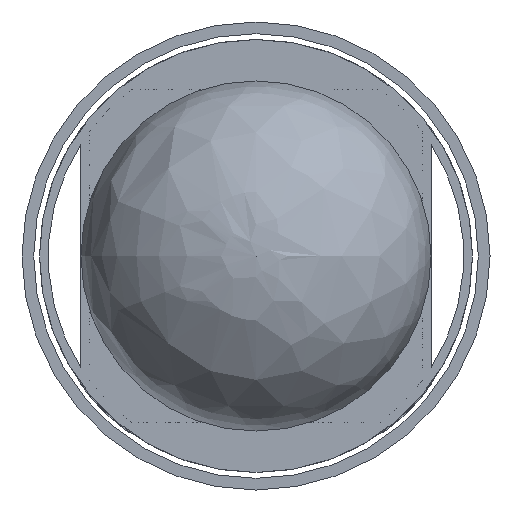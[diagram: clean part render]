
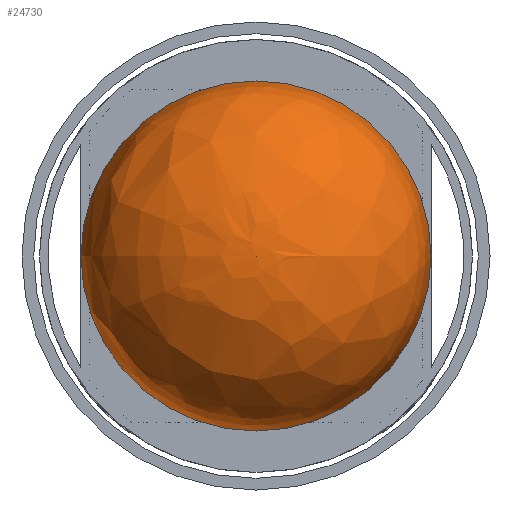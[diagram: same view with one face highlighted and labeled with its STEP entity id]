
A CAD part, front view. The second image highlights one B-rep face of the part: STEP entity #24730.
In plain terms, the highlighted free-form (B-spline) face has degree [2, 2] with [3, 9] control points.
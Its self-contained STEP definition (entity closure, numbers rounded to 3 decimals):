
#7870=FACE_OUTER_BOUND('',#9207,.T.);
#9207=EDGE_LOOP('',(#17521,#17522,#17523,#17524));
#10706=CIRCLE('',#26111,30.);
#10707=CIRCLE('',#26112,30.);
#11231=ELLIPSE('',#26110,30.,25.);
#11410=VERTEX_POINT('',#35311);
#11411=VERTEX_POINT('',#35312);
#11412=VERTEX_POINT('',#35314);
#13845=EDGE_CURVE('',#11410,#11411,#11231,.T.);
#13846=EDGE_CURVE('',#11412,#11411,#10706,.T.);
#13847=EDGE_CURVE('',#11411,#11412,#10707,.T.);
#17521=ORIENTED_EDGE('',*,*,#13845,.F.);
#17522=ORIENTED_EDGE('',*,*,#13845,.T.);
#17523=ORIENTED_EDGE('',*,*,#13846,.F.);
#17524=ORIENTED_EDGE('',*,*,#13847,.F.);
#24729=(
BOUNDED_SURFACE()
B_SPLINE_SURFACE(2,2,((#35284,#35285,#35286,#35287,#35288,#35289,#35290,
#35291,#35292),(#35293,#35294,#35295,#35296,#35297,#35298,#35299,#35300,
#35301),(#35302,#35303,#35304,#35305,#35306,#35307,#35308,#35309,#35310)),
 .UNSPECIFIED.,.F.,.T.,.F.)
B_SPLINE_SURFACE_WITH_KNOTS((3,3),(3,2,2,2,3),(-3.142,-1.571),
(0.,1.571,3.142,4.712,6.283),
 .UNSPECIFIED.)
GEOMETRIC_REPRESENTATION_ITEM()
RATIONAL_B_SPLINE_SURFACE(((1.,0.707,1.,0.707,1.,
0.707,1.,0.707,1.),(0.707,0.5,0.707,
0.5,0.707,0.5,0.707,0.5,0.707),(1.,
0.707,1.,0.707,1.,0.707,1.,0.707,
1.)))
REPRESENTATION_ITEM('')
SURFACE()
);
#24730=ADVANCED_FACE('',(#7870),#24729,.T.);
#26110=AXIS2_PLACEMENT_3D('',#35313,#28203,#28204);
#26111=AXIS2_PLACEMENT_3D('',#35315,#28205,#28206);
#26112=AXIS2_PLACEMENT_3D('',#35316,#28207,#28208);
#28203=DIRECTION('center_axis',(0.,0.,-1.));
#28204=DIRECTION('ref_axis',(1.,0.,0.));
#28205=DIRECTION('center_axis',(0.,1.,0.));
#28206=DIRECTION('ref_axis',(-1.,0.,0.));
#28207=DIRECTION('center_axis',(0.,1.,0.));
#28208=DIRECTION('ref_axis',(-1.,0.,0.));
#35284=CARTESIAN_POINT('Ctrl Pts',(-30.,76.,0.));
#35285=CARTESIAN_POINT('Ctrl Pts',(-30.,76.,30.));
#35286=CARTESIAN_POINT('Ctrl Pts',(0.,76.,30.));
#35287=CARTESIAN_POINT('Ctrl Pts',(30.,76.,30.));
#35288=CARTESIAN_POINT('Ctrl Pts',(30.,76.,0.));
#35289=CARTESIAN_POINT('Ctrl Pts',(30.,76.,-30.));
#35290=CARTESIAN_POINT('Ctrl Pts',(0.,76.,-30.));
#35291=CARTESIAN_POINT('Ctrl Pts',(-30.,76.,-30.));
#35292=CARTESIAN_POINT('Ctrl Pts',(-30.,76.,0.));
#35293=CARTESIAN_POINT('Ctrl Pts',(-30.,51.,0.));
#35294=CARTESIAN_POINT('Ctrl Pts',(-30.,51.,30.));
#35295=CARTESIAN_POINT('Ctrl Pts',(0.,51.,30.));
#35296=CARTESIAN_POINT('Ctrl Pts',(30.,51.,30.));
#35297=CARTESIAN_POINT('Ctrl Pts',(30.,51.,0.));
#35298=CARTESIAN_POINT('Ctrl Pts',(30.,51.,-30.));
#35299=CARTESIAN_POINT('Ctrl Pts',(0.,51.,-30.));
#35300=CARTESIAN_POINT('Ctrl Pts',(-30.,51.,-30.));
#35301=CARTESIAN_POINT('Ctrl Pts',(-30.,51.,0.));
#35302=CARTESIAN_POINT('Ctrl Pts',(0.,51.,0.));
#35303=CARTESIAN_POINT('Ctrl Pts',(0.,51.,0.));
#35304=CARTESIAN_POINT('Ctrl Pts',(0.,51.,0.));
#35305=CARTESIAN_POINT('Ctrl Pts',(0.,51.,0.));
#35306=CARTESIAN_POINT('Ctrl Pts',(0.,51.,0.));
#35307=CARTESIAN_POINT('Ctrl Pts',(0.,51.,0.));
#35308=CARTESIAN_POINT('Ctrl Pts',(0.,51.,0.));
#35309=CARTESIAN_POINT('Ctrl Pts',(0.,51.,0.));
#35310=CARTESIAN_POINT('Ctrl Pts',(0.,51.,0.));
#35311=CARTESIAN_POINT('',(0.,51.,0.));
#35312=CARTESIAN_POINT('',(-30.,76.,0.));
#35313=CARTESIAN_POINT('Origin',(0.,76.,0.));
#35314=CARTESIAN_POINT('',(30.,76.,0.));
#35315=CARTESIAN_POINT('Origin',(0.,76.,0.));
#35316=CARTESIAN_POINT('Origin',(0.,76.,0.));
